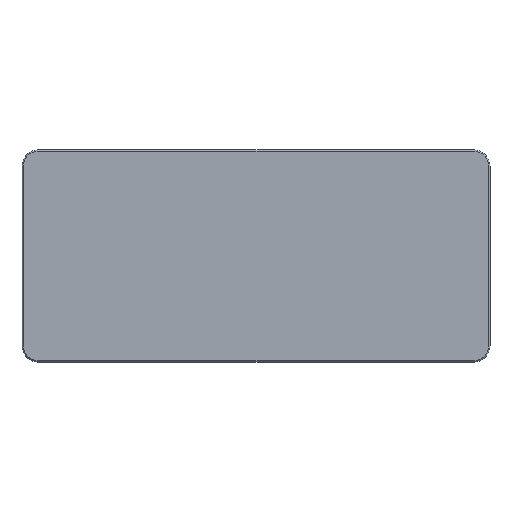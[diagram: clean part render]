
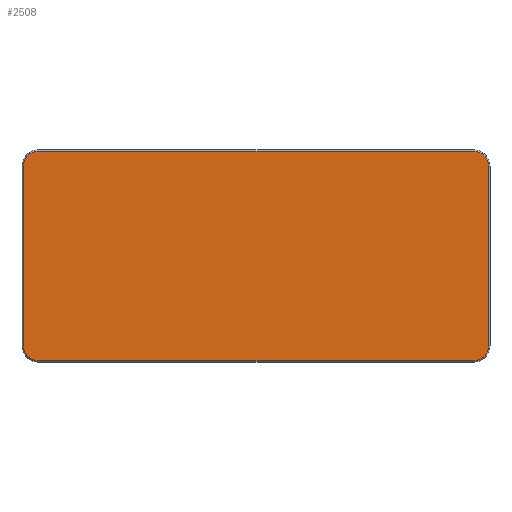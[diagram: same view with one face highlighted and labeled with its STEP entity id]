
A CAD part, top view. The second image highlights one B-rep face of the part: STEP entity #2508.
In plain terms, the highlighted planar face has unit normal (0, 0, 1).
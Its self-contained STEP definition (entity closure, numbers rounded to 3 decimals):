
#2 = LINE ( 'NONE', #1904, #2907 ) ;
#143 = VECTOR ( 'NONE', #1210, 1000. ) ;
#404 = AXIS2_PLACEMENT_3D ( 'NONE', #1416, #449, #4056 ) ;
#449 = DIRECTION ( 'NONE',  ( 0., 0., 1. ) ) ;
#455 = ORIENTED_EDGE ( 'NONE', *, *, #4019, .T. ) ;
#456 = CIRCLE ( 'NONE', #1860, 12. ) ;
#578 = VECTOR ( 'NONE', #771, 1000. ) ;
#637 = ORIENTED_EDGE ( 'NONE', *, *, #1785, .T. ) ;
#719 = VERTEX_POINT ( 'NONE', #1092 ) ;
#740 = ORIENTED_EDGE ( 'NONE', *, *, #3502, .T. ) ;
#771 = DIRECTION ( 'NONE',  ( 0., 1., 0. ) ) ;
#794 = EDGE_CURVE ( 'NONE', #2934, #719, #1361, .T. ) ;
#795 = VECTOR ( 'NONE', #4066, 1000. ) ;
#827 = DIRECTION ( 'NONE',  ( 1., 0., 0. ) ) ;
#944 = CARTESIAN_POINT ( 'NONE',  ( 170., 82., 28. ) ) ;
#1057 = EDGE_CURVE ( 'NONE', #3074, #3991, #3598, .T. ) ;
#1092 = CARTESIAN_POINT ( 'NONE',  ( 182., 70., 28. ) ) ;
#1204 = DIRECTION ( 'NONE',  ( 0., 0., 1. ) ) ;
#1210 = DIRECTION ( 'NONE',  ( -1., 0., 0. ) ) ;
#1329 = LINE ( 'NONE', #1523, #795 ) ;
#1361 = LINE ( 'NONE', #1732, #578 ) ;
#1396 = DIRECTION ( 'NONE',  ( 0., 0., 1. ) ) ;
#1416 = CARTESIAN_POINT ( 'NONE',  ( 0., 0., 28. ) ) ;
#1442 = AXIS2_PLACEMENT_3D ( 'NONE', #3179, #1694, #1942 ) ;
#1523 = CARTESIAN_POINT ( 'NONE',  ( 170., -82., 28. ) ) ;
#1589 = PLANE ( 'NONE',  #404 ) ;
#1633 = ORIENTED_EDGE ( 'NONE', *, *, #3604, .T. ) ;
#1694 = DIRECTION ( 'NONE',  ( 0., 0., 1. ) ) ;
#1732 = CARTESIAN_POINT ( 'NONE',  ( 182., 70., 28. ) ) ;
#1741 = EDGE_CURVE ( 'NONE', #719, #4072, #3251, .T. ) ;
#1745 = EDGE_CURVE ( 'NONE', #4072, #3921, #2266, .T. ) ;
#1785 = EDGE_CURVE ( 'NONE', #3921, #3860, #456, .T. ) ;
#1793 = CARTESIAN_POINT ( 'NONE',  ( -170., -70., 28. ) ) ;
#1860 = AXIS2_PLACEMENT_3D ( 'NONE', #2697, #2872, #827 ) ;
#1904 = CARTESIAN_POINT ( 'NONE',  ( -182., -70., 28. ) ) ;
#1942 = DIRECTION ( 'NONE',  ( 1., 0., 0. ) ) ;
#2114 = ORIENTED_EDGE ( 'NONE', *, *, #1741, .T. ) ;
#2160 = AXIS2_PLACEMENT_3D ( 'NONE', #1793, #1204, #2971 ) ;
#2266 = LINE ( 'NONE', #3726, #143 ) ;
#2376 = AXIS2_PLACEMENT_3D ( 'NONE', #4124, #1396, #2908 ) ;
#2508 = ADVANCED_FACE ( 'NONE', ( #3984 ), #1589, .T. ) ;
#2558 = CARTESIAN_POINT ( 'NONE',  ( 170., -82., 28. ) ) ;
#2574 = CARTESIAN_POINT ( 'NONE',  ( -182., -70., 28. ) ) ;
#2599 = CIRCLE ( 'NONE', #1442, 12. ) ;
#2697 = CARTESIAN_POINT ( 'NONE',  ( -170., 70., 28. ) ) ;
#2711 = EDGE_LOOP ( 'NONE', ( #2114, #3602, #637, #455, #2920, #1633, #740, #3403 ) ) ;
#2872 = DIRECTION ( 'NONE',  ( 0., 0., 1. ) ) ;
#2907 = VECTOR ( 'NONE', #3797, 1000. ) ;
#2908 = DIRECTION ( 'NONE',  ( 1., 0., 0. ) ) ;
#2920 = ORIENTED_EDGE ( 'NONE', *, *, #1057, .T. ) ;
#2934 = VERTEX_POINT ( 'NONE', #3755 ) ;
#2971 = DIRECTION ( 'NONE',  ( 1., 0., 0. ) ) ;
#3074 = VERTEX_POINT ( 'NONE', #2574 ) ;
#3179 = CARTESIAN_POINT ( 'NONE',  ( 170., -70., 28. ) ) ;
#3251 = CIRCLE ( 'NONE', #2376, 12. ) ;
#3261 = CARTESIAN_POINT ( 'NONE',  ( -170., 82., 28. ) ) ;
#3287 = VERTEX_POINT ( 'NONE', #2558 ) ;
#3403 = ORIENTED_EDGE ( 'NONE', *, *, #794, .T. ) ;
#3502 = EDGE_CURVE ( 'NONE', #3287, #2934, #2599, .T. ) ;
#3598 = CIRCLE ( 'NONE', #2160, 12. ) ;
#3602 = ORIENTED_EDGE ( 'NONE', *, *, #1745, .T. ) ;
#3604 = EDGE_CURVE ( 'NONE', #3991, #3287, #1329, .T. ) ;
#3726 = CARTESIAN_POINT ( 'NONE',  ( -170., 82., 28. ) ) ;
#3755 = CARTESIAN_POINT ( 'NONE',  ( 182., -70., 28. ) ) ;
#3794 = CARTESIAN_POINT ( 'NONE',  ( -170., -82., 28. ) ) ;
#3797 = DIRECTION ( 'NONE',  ( 0., -1., 0. ) ) ;
#3860 = VERTEX_POINT ( 'NONE', #3893 ) ;
#3893 = CARTESIAN_POINT ( 'NONE',  ( -182., 70., 28. ) ) ;
#3921 = VERTEX_POINT ( 'NONE', #3261 ) ;
#3984 = FACE_OUTER_BOUND ( 'NONE', #2711, .T. ) ;
#3991 = VERTEX_POINT ( 'NONE', #3794 ) ;
#4019 = EDGE_CURVE ( 'NONE', #3860, #3074, #2, .T. ) ;
#4056 = DIRECTION ( 'NONE',  ( 1., 0., 0. ) ) ;
#4066 = DIRECTION ( 'NONE',  ( 1., 0., 0. ) ) ;
#4072 = VERTEX_POINT ( 'NONE', #944 ) ;
#4124 = CARTESIAN_POINT ( 'NONE',  ( 170., 70., 28. ) ) ;
